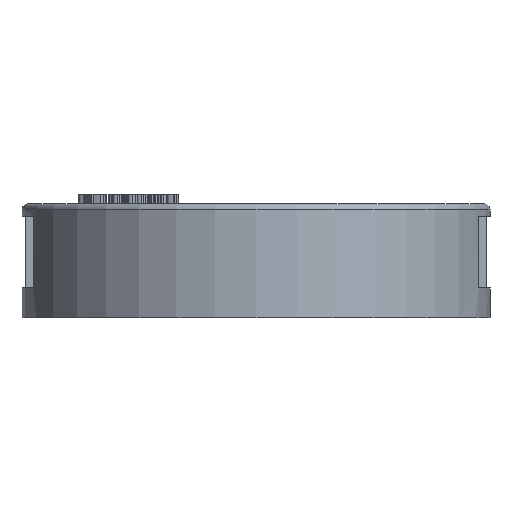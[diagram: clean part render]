
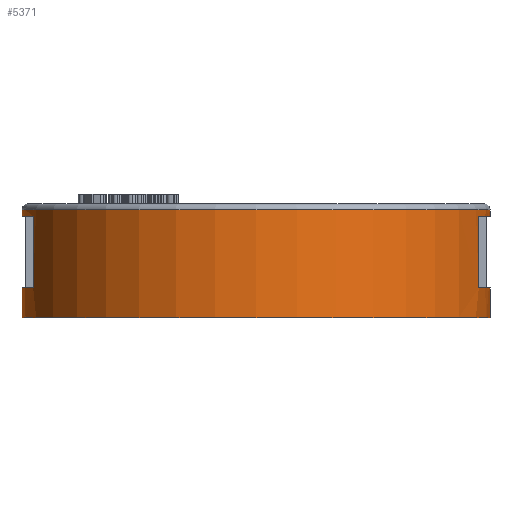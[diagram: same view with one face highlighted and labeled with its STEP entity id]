
A CAD part, front view. The second image highlights one B-rep face of the part: STEP entity #5371.
In plain terms, the highlighted cylindrical face has radius 37.5 mm (diameter 75 mm), a full revolution.
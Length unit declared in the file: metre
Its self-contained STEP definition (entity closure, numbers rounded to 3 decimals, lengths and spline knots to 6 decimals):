
#17=CYLINDRICAL_SURFACE('',#5546,0.0375);
#25=CIRCLE('',#5510,0.0375);
#26=CIRCLE('',#5514,0.0375);
#28=CIRCLE('',#5518,0.0375);
#30=CIRCLE('',#5521,0.0375);
#36=CIRCLE('',#5540,0.0375);
#39=CIRCLE('',#5543,0.0375);
#1918=ORIENTED_EDGE('',*,*,#2786,.F.);
#1919=ORIENTED_EDGE('',*,*,#2792,.T.);
#1920=ORIENTED_EDGE('',*,*,#2793,.F.);
#1921=ORIENTED_EDGE('',*,*,#2833,.F.);
#1922=ORIENTED_EDGE('',*,*,#2806,.T.);
#1923=ORIENTED_EDGE('',*,*,#2808,.T.);
#1924=ORIENTED_EDGE('',*,*,#2800,.T.);
#1925=ORIENTED_EDGE('',*,*,#2803,.F.);
#1926=ORIENTED_EDGE('',*,*,#2830,.F.);
#1927=ORIENTED_EDGE('',*,*,#2796,.F.);
#2786=EDGE_CURVE('',#3364,#3365,#3804,.F.);
#2792=EDGE_CURVE('',#3364,#3369,#25,.T.);
#2793=EDGE_CURVE('',#3370,#3369,#3809,.T.);
#2796=EDGE_CURVE('',#3372,#3373,#3812,.F.);
#2800=EDGE_CURVE('',#3372,#3376,#26,.T.);
#2803=EDGE_CURVE('',#3378,#3376,#3817,.T.);
#2806=EDGE_CURVE('',#3380,#3380,#28,.F.);
#2808=EDGE_CURVE('',#3382,#3382,#30,.T.);
#2830=EDGE_CURVE('',#3373,#3378,#36,.T.);
#2833=EDGE_CURVE('',#3365,#3370,#39,.T.);
#3364=VERTEX_POINT('',#9370);
#3365=VERTEX_POINT('',#9371);
#3369=VERTEX_POINT('',#9381);
#3370=VERTEX_POINT('',#9385);
#3372=VERTEX_POINT('',#9391);
#3373=VERTEX_POINT('',#9392);
#3376=VERTEX_POINT('',#9400);
#3378=VERTEX_POINT('',#9406);
#3380=VERTEX_POINT('',#9412);
#3382=VERTEX_POINT('',#9417);
#3804=LINE('',#9369,#4264);
#3809=LINE('',#9384,#4269);
#3812=LINE('',#9390,#4272);
#3817=LINE('',#9405,#4277);
#4264=VECTOR('',#6133,1.);
#4269=VECTOR('',#6146,1.);
#4272=VECTOR('',#6151,1.);
#4277=VECTOR('',#6164,1.);
#4629=EDGE_LOOP('',(#1918,#1919,#1920,#1921));
#4630=EDGE_LOOP('',(#1922));
#4631=EDGE_LOOP('',(#1923));
#4632=EDGE_LOOP('',(#1924,#1925,#1926,#1927));
#4955=FACE_BOUND('',#4629,.T.);
#4956=FACE_BOUND('',#4630,.T.);
#4957=FACE_BOUND('',#4631,.T.);
#4958=FACE_BOUND('',#4632,.T.);
#5371=ADVANCED_FACE('',(#4955,#4956,#4957,#4958),#17,.T.);
#5510=AXIS2_PLACEMENT_3D('',#9382,#6142,#6143);
#5514=AXIS2_PLACEMENT_3D('',#9399,#6157,#6158);
#5518=AXIS2_PLACEMENT_3D('',#9411,#6169,#6170);
#5521=AXIS2_PLACEMENT_3D('',#9416,#6175,#6176);
#5540=AXIS2_PLACEMENT_3D('',#9464,#6229,#6230);
#5543=AXIS2_PLACEMENT_3D('',#9467,#6235,#6236);
#5546=AXIS2_PLACEMENT_3D('',#9470,#6241,#6242);
#6133=DIRECTION('',(0.,0.,-1.));
#6142=DIRECTION('',(0.,0.,-1.));
#6143=DIRECTION('',(-1.,0.,0.));
#6146=DIRECTION('',(0.,0.,-1.));
#6151=DIRECTION('',(0.,0.,-1.));
#6157=DIRECTION('',(0.,0.,-1.));
#6158=DIRECTION('',(-1.,0.,0.));
#6164=DIRECTION('',(0.,0.,-1.));
#6169=DIRECTION('',(0.,0.,1.));
#6170=DIRECTION('',(1.,0.,0.));
#6175=DIRECTION('',(0.,0.,1.));
#6176=DIRECTION('',(1.,0.,0.));
#6229=DIRECTION('',(0.,0.,-1.));
#6230=DIRECTION('',(-1.,0.,0.));
#6235=DIRECTION('',(0.,0.,-1.));
#6236=DIRECTION('',(-1.,0.,0.));
#6241=DIRECTION('',(0.,0.,-1.));
#6242=DIRECTION('',(-1.,0.,0.));
#9369=CARTESIAN_POINT('',(0.036968,0.006296,-0.082657));
#9370=CARTESIAN_POINT('',(0.036968,0.006296,-0.096157));
#9371=CARTESIAN_POINT('',(0.036968,0.006296,-0.084657));
#9381=CARTESIAN_POINT('',(0.035708,-0.011454,-0.096157));
#9382=CARTESIAN_POINT('',(0.,0.,-0.096157));
#9384=CARTESIAN_POINT('',(0.035708,-0.011454,-0.082657));
#9385=CARTESIAN_POINT('',(0.035708,-0.011454,-0.084657));
#9390=CARTESIAN_POINT('',(-0.035708,-0.011454,-0.082657));
#9391=CARTESIAN_POINT('',(-0.035708,-0.011454,-0.096157));
#9392=CARTESIAN_POINT('',(-0.035708,-0.011454,-0.084657));
#9399=CARTESIAN_POINT('',(0.,0.,-0.096157));
#9400=CARTESIAN_POINT('',(-0.036968,0.006296,-0.096157));
#9405=CARTESIAN_POINT('',(-0.036968,0.006296,-0.082657));
#9406=CARTESIAN_POINT('',(-0.036968,0.006296,-0.084657));
#9411=CARTESIAN_POINT('',(0.,0.,-0.083657));
#9412=CARTESIAN_POINT('',(0.0375,0.,-0.083657));
#9416=CARTESIAN_POINT('',(0.,0.,-0.100907));
#9417=CARTESIAN_POINT('',(0.0375,0.,-0.100907));
#9464=CARTESIAN_POINT('',(0.,0.,-0.084657));
#9467=CARTESIAN_POINT('',(0.,0.,-0.084657));
#9470=CARTESIAN_POINT('',(0.,0.,-0.082657));
